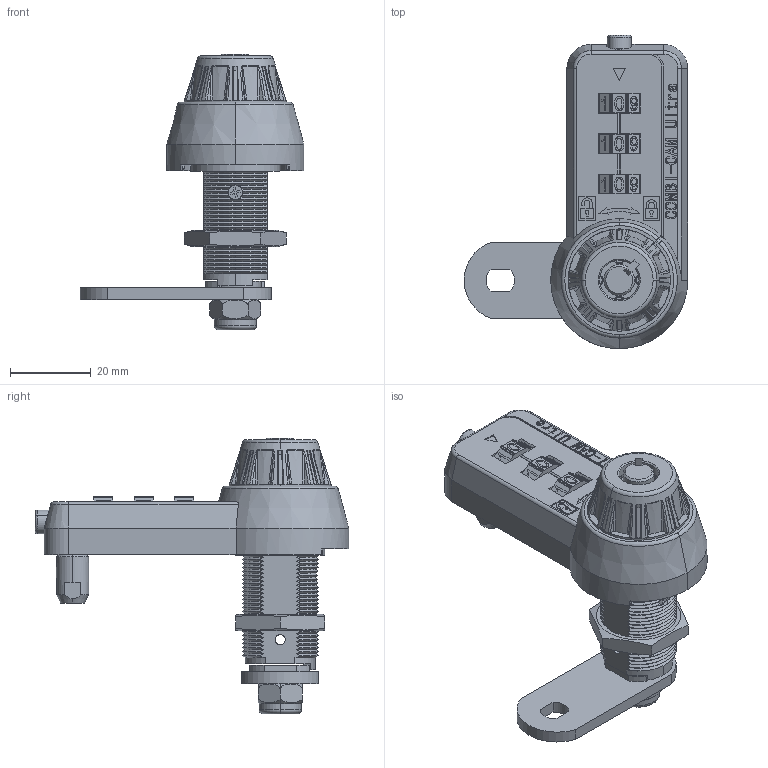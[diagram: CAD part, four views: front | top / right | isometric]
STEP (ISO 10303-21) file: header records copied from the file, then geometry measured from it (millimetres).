
FILE_DESCRIPTION (( 'STEP AP203' ), '1' );
FILE_NAME ('10744004013 .STEP', '2019-02-14T09:41:21', ( 'r232' ), ( '' ), 'SwSTEP 2.0', 'SolidWorks 2015', '' );
FILE_SCHEMA (( 'CONFIG_CONTROL_DESIGN' ));
Length unit declared in the file: millimetre
Products named in the file (1): 10744004013 
Bounding box: 55.47 x 77.75 x 68.4 mm (x, y, z)
Surface area: 18781.4 mm2 (no closed solid volume)
Topology: 0 solids, 46 shells, 1058 faces, 3810 edges, 2755 vertices
Faces by surface type: plane 456, cone 211, cylinder 194, bspline 170, torus 27
Entity records: 49896 total; most frequent: CARTESIAN_POINT 19089, ORIENTED_EDGE 6357, DIRECTION 5824, EDGE_CURVE 3810, VERTEX_POINT 2755, AXIS2_PLACEMENT_3D 2025, VECTOR 1774, LINE 1774
